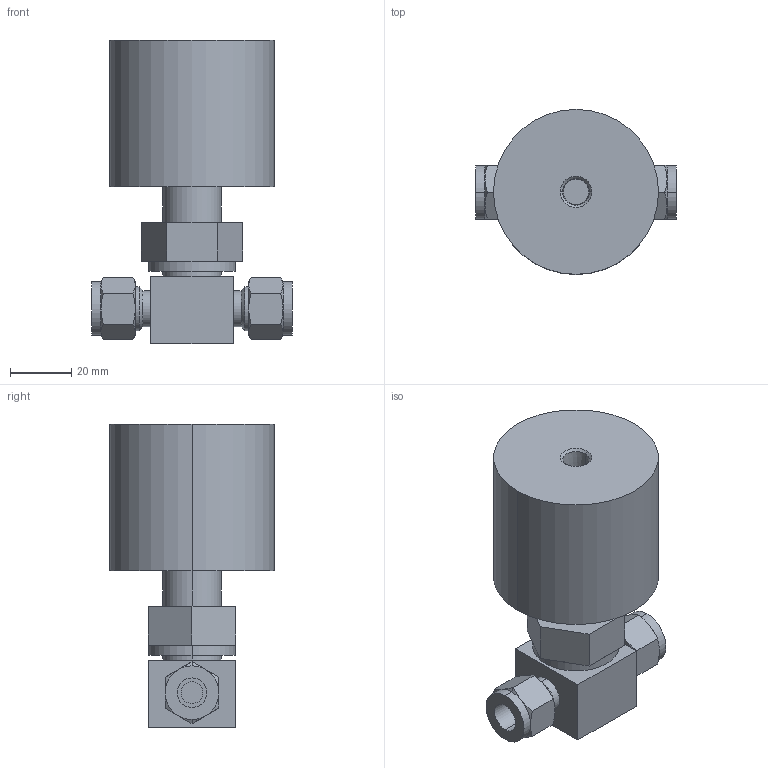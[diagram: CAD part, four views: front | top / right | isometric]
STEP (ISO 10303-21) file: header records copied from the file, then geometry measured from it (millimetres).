
FILE_DESCRIPTION(('starvars output'),'2;1');
FILE_NAME('cv20200221163220000016700.stp','16:32:20 2020/02/21',( 'Thomas Industrial Network Germany GmbH'),( 'Thomas Industrial Network Germany GmbH'),'unknown preprocess','ACIS' ,'unknown authorization');
FILE_SCHEMA(('AUTOMOTIVE_DESIGN_CC2 {UNKNOWN IMPLEMENTATION LEVEL}'));
Length unit declared in the file: millimetre
Products named in the file (1): PRODUCT_ID_1
Bounding box: 65.53 x 53.85 x 99.06 mm (x, y, z)
Volume: 146103.9 mm3; surface area: 23337.5 mm2
Topology: 1 solids, 1 shells, 120 faces, 252 edges, 150 vertices
Faces by surface type: cone 48, plane 40, cylinder 32
Entity records: 3570 total; most frequent: ORIENTED_EDGE 504, CARTESIAN_POINT 499, DIRECTION 312, EDGE_CURVE 252, VERTEX_POINT 150, EDGE_LOOP 136, FACE_BOUND 136, STYLED_ITEM 121
